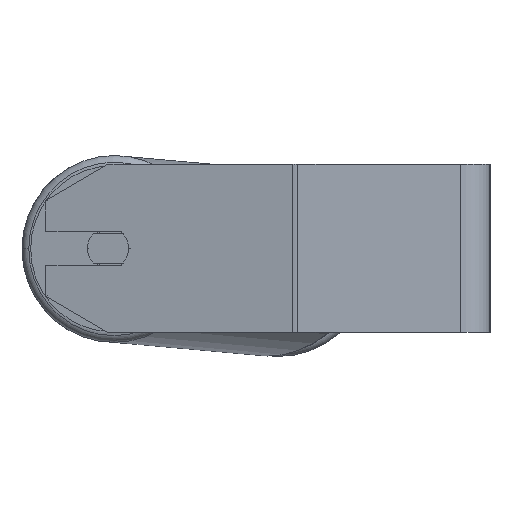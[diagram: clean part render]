
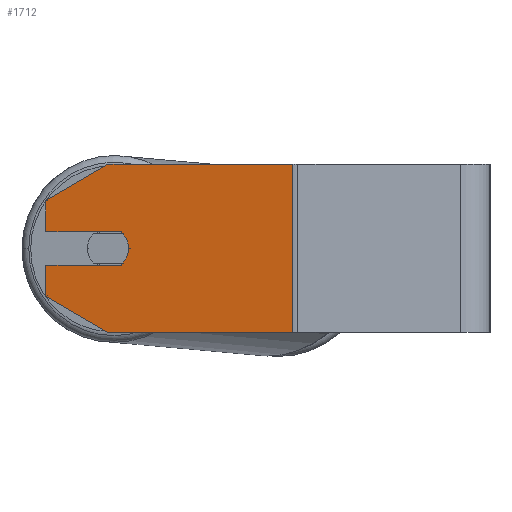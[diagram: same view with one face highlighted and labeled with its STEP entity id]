
A CAD part, left-side view. The second image highlights one B-rep face of the part: STEP entity #1712.
In plain terms, the highlighted planar face has unit normal (-0.985, 0.174, 0).
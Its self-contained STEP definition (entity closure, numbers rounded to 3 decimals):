
#411 = VERTEX_POINT ( 'NONE', #6358 ) ;
#428 = VERTEX_POINT ( 'NONE', #1669 ) ;
#473 = CARTESIAN_POINT ( 'NONE',  ( -684.267, 181.913, 0. ) ) ;
#488 = CARTESIAN_POINT ( 'NONE',  ( -679.057, 211.457, -8. ) ) ;
#505 = DIRECTION ( 'NONE',  ( -0.985, 0.174, 0. ) ) ;
#510 = LINE ( 'NONE', #3428, #2872 ) ;
#589 = EDGE_LOOP ( 'NONE', ( #2723, #3209, #2007, #1950, #6534, #2121, #3773, #3835, #6652, #5621, #6708 ) ) ;
#613 = CARTESIAN_POINT ( 'NONE',  ( -684.267, 181.913, -40. ) ) ;
#645 = CIRCLE ( 'NONE', #1633, 10. ) ;
#786 = DIRECTION ( 'NONE',  ( 0.174, 0.985, 0. ) ) ;
#826 = EDGE_CURVE ( 'NONE', #6693, #8026, #510, .T. ) ;
#861 = CARTESIAN_POINT ( 'NONE',  ( -685.309, 176.004, 8. ) ) ;
#1088 = EDGE_CURVE ( 'NONE', #2105, #411, #7573, .T. ) ;
#1090 = CIRCLE ( 'NONE', #3642, 10. ) ;
#1460 = VECTOR ( 'NONE', #6285, 1000. ) ;
#1504 = CARTESIAN_POINT ( 'NONE',  ( -685.309, 176.004, -8. ) ) ;
#1633 = AXIS2_PLACEMENT_3D ( 'NONE', #473, #5868, #1672 ) ;
#1669 = CARTESIAN_POINT ( 'NONE',  ( -679.057, 211.457, 22.679 ) ) ;
#1672 = DIRECTION ( 'NONE',  ( -0.174, -0.985, 0. ) ) ;
#1712 = ADVANCED_FACE ( 'NONE', ( #4147 ), #3492, .F. ) ;
#1865 = VERTEX_POINT ( 'NONE', #5158 ) ;
#1925 = EDGE_CURVE ( 'NONE', #2653, #5243, #3310, .T. ) ;
#1950 = ORIENTED_EDGE ( 'NONE', *, *, #6062, .T. ) ;
#2007 = ORIENTED_EDGE ( 'NONE', *, *, #5274, .T. ) ;
#2080 = CARTESIAN_POINT ( 'NONE',  ( -679.057, 211.457, 40. ) ) ;
#2105 = VERTEX_POINT ( 'NONE', #4262 ) ;
#2121 = ORIENTED_EDGE ( 'NONE', *, *, #6567, .F. ) ;
#2384 = VECTOR ( 'NONE', #4201, 1000. ) ;
#2469 = DIRECTION ( 'NONE',  ( 0.15, 0.853, -0.5 ) ) ;
#2516 = LINE ( 'NONE', #6526, #7296 ) ;
#2644 = CARTESIAN_POINT ( 'NONE',  ( -679.057, 211.457, -40. ) ) ;
#2653 = VERTEX_POINT ( 'NONE', #613 ) ;
#2723 = ORIENTED_EDGE ( 'NONE', *, *, #6279, .F. ) ;
#2872 = VECTOR ( 'NONE', #7497, 1000. ) ;
#3209 = ORIENTED_EDGE ( 'NONE', *, *, #826, .F. ) ;
#3290 = EDGE_CURVE ( 'NONE', #4148, #1865, #4994, .T. ) ;
#3310 = LINE ( 'NONE', #2644, #4725 ) ;
#3428 = CARTESIAN_POINT ( 'NONE',  ( -685.309, 176.004, -8. ) ) ;
#3492 = PLANE ( 'NONE',  #7681 ) ;
#3545 = CARTESIAN_POINT ( 'NONE',  ( -679.057, 211.457, 40. ) ) ;
#3642 = AXIS2_PLACEMENT_3D ( 'NONE', #5851, #505, #8561 ) ;
#3773 = ORIENTED_EDGE ( 'NONE', *, *, #1088, .F. ) ;
#3835 = ORIENTED_EDGE ( 'NONE', *, *, #8711, .T. ) ;
#4147 = FACE_OUTER_BOUND ( 'NONE', #589, .T. ) ;
#4148 = VERTEX_POINT ( 'NONE', #861 ) ;
#4201 = DIRECTION ( 'NONE',  ( 0., 0., -1. ) ) ;
#4262 = CARTESIAN_POINT ( 'NONE',  ( -684.267, 181.913, 40. ) ) ;
#4374 = DIRECTION ( 'NONE',  ( -0.15, -0.853, -0.5 ) ) ;
#4629 = VECTOR ( 'NONE', #4374, 1000. ) ;
#4725 = VECTOR ( 'NONE', #6617, 1000. ) ;
#4865 = CARTESIAN_POINT ( 'NONE',  ( -685.309, 176.004, 8. ) ) ;
#4934 = DIRECTION ( 'NONE',  ( 0.985, -0.174, 0. ) ) ;
#4976 = EDGE_CURVE ( 'NONE', #7683, #4148, #645, .T. ) ;
#4994 = LINE ( 'NONE', #4865, #8284 ) ;
#5091 = CARTESIAN_POINT ( 'NONE',  ( -686.003, 172.065, 0. ) ) ;
#5113 = CARTESIAN_POINT ( 'NONE',  ( -679.057, 211.457, 22.679 ) ) ;
#5158 = CARTESIAN_POINT ( 'NONE',  ( -679.057, 211.457, 8. ) ) ;
#5243 = VERTEX_POINT ( 'NONE', #6839 ) ;
#5264 = CARTESIAN_POINT ( 'NONE',  ( -679.057, 211.457, -22.679 ) ) ;
#5274 = EDGE_CURVE ( 'NONE', #6693, #6776, #2516, .T. ) ;
#5621 = ORIENTED_EDGE ( 'NONE', *, *, #3290, .F. ) ;
#5689 = LINE ( 'NONE', #3545, #2384 ) ;
#5851 = CARTESIAN_POINT ( 'NONE',  ( -684.267, 181.913, 0. ) ) ;
#5868 = DIRECTION ( 'NONE',  ( -0.985, 0.174, 0. ) ) ;
#6062 = EDGE_CURVE ( 'NONE', #6776, #2653, #7823, .T. ) ;
#6279 = EDGE_CURVE ( 'NONE', #8026, #7683, #1090, .T. ) ;
#6285 = DIRECTION ( 'NONE',  ( -0.174, -0.985, 0. ) ) ;
#6358 = CARTESIAN_POINT ( 'NONE',  ( -699.787, 93.892, 40. ) ) ;
#6526 = CARTESIAN_POINT ( 'NONE',  ( -679.057, 211.457, 40. ) ) ;
#6534 = ORIENTED_EDGE ( 'NONE', *, *, #1925, .T. ) ;
#6567 = EDGE_CURVE ( 'NONE', #411, #5243, #6944, .T. ) ;
#6617 = DIRECTION ( 'NONE',  ( -0.174, -0.985, 0. ) ) ;
#6652 = ORIENTED_EDGE ( 'NONE', *, *, #6998, .T. ) ;
#6693 = VERTEX_POINT ( 'NONE', #488 ) ;
#6708 = ORIENTED_EDGE ( 'NONE', *, *, #4976, .F. ) ;
#6776 = VERTEX_POINT ( 'NONE', #5264 ) ;
#6839 = CARTESIAN_POINT ( 'NONE',  ( -699.787, 93.892, -40. ) ) ;
#6864 = CARTESIAN_POINT ( 'NONE',  ( -679.057, 211.457, 40. ) ) ;
#6944 = LINE ( 'NONE', #8323, #8595 ) ;
#6998 = EDGE_CURVE ( 'NONE', #428, #1865, #5689, .T. ) ;
#7114 = CARTESIAN_POINT ( 'NONE',  ( -684.267, 181.913, -40. ) ) ;
#7296 = VECTOR ( 'NONE', #8567, 1000. ) ;
#7497 = DIRECTION ( 'NONE',  ( -0.174, -0.985, 0. ) ) ;
#7573 = LINE ( 'NONE', #6864, #1460 ) ;
#7681 = AXIS2_PLACEMENT_3D ( 'NONE', #2080, #4934, #786 ) ;
#7683 = VERTEX_POINT ( 'NONE', #5091 ) ;
#7775 = VECTOR ( 'NONE', #2469, 1000. ) ;
#7823 = LINE ( 'NONE', #7114, #4629 ) ;
#8026 = VERTEX_POINT ( 'NONE', #1504 ) ;
#8273 = DIRECTION ( 'NONE',  ( 0.174, 0.985, 0. ) ) ;
#8284 = VECTOR ( 'NONE', #8273, 1000. ) ;
#8323 = CARTESIAN_POINT ( 'NONE',  ( -699.787, 93.892, 40. ) ) ;
#8413 = DIRECTION ( 'NONE',  ( 0., 0., -1. ) ) ;
#8526 = LINE ( 'NONE', #5113, #7775 ) ;
#8561 = DIRECTION ( 'NONE',  ( -0.174, -0.985, 0. ) ) ;
#8567 = DIRECTION ( 'NONE',  ( 0., 0., -1. ) ) ;
#8595 = VECTOR ( 'NONE', #8413, 1000. ) ;
#8711 = EDGE_CURVE ( 'NONE', #2105, #428, #8526, .T. ) ;
